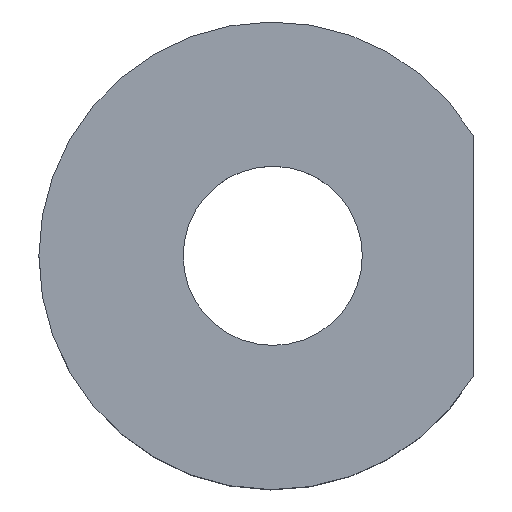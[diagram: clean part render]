
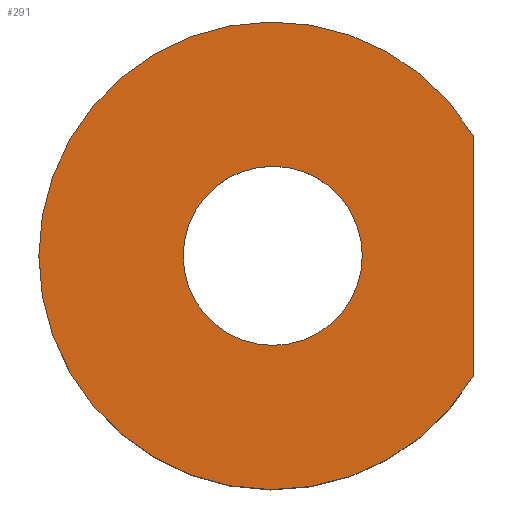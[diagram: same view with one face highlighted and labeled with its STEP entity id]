
A CAD part, top view. The second image highlights one B-rep face of the part: STEP entity #291.
In plain terms, the highlighted planar face has unit normal (0, 0, 1).
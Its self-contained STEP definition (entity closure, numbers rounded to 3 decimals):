
#11 = AXIS2_PLACEMENT_3D ( 'NONE', #273, #450, #720 ) ;
#15 = PLANE ( 'NONE',  #128 ) ;
#17 = EDGE_CURVE ( 'NONE', #405, #365, #252, .T. ) ;
#27 = EDGE_CURVE ( 'NONE', #366, #405, #80, .T. ) ;
#30 = FACE_OUTER_BOUND ( 'NONE', #210, .T. ) ;
#33 = VERTEX_POINT ( 'NONE', #490 ) ;
#60 = ORIENTED_EDGE ( 'NONE', *, *, #136, .T. ) ;
#77 = CARTESIAN_POINT ( 'NONE',  ( -19.25, 0., 17. ) ) ;
#80 = LINE ( 'NONE', #98, #101 ) ;
#93 = CARTESIAN_POINT ( 'NONE',  ( 0., 0., 17. ) ) ;
#96 = EDGE_LOOP ( 'NONE', ( #275, #342 ) ) ;
#98 = CARTESIAN_POINT ( 'NONE',  ( 16.5, 16.574, 17. ) ) ;
#101 = VECTOR ( 'NONE', #433, 1000. ) ;
#128 = AXIS2_PLACEMENT_3D ( 'NONE', #525, #528, #184 ) ;
#136 = EDGE_CURVE ( 'NONE', #365, #366, #358, .T. ) ;
#142 = ORIENTED_EDGE ( 'NONE', *, *, #17, .T. ) ;
#184 = DIRECTION ( 'NONE',  ( 1., 0., 0. ) ) ;
#188 = CARTESIAN_POINT ( 'NONE',  ( 16.5, 9.915, 17. ) ) ;
#209 = FACE_BOUND ( 'NONE', #96, .T. ) ;
#210 = EDGE_LOOP ( 'NONE', ( #253, #142, #60 ) ) ;
#252 = CIRCLE ( 'NONE', #556, 19.25 ) ;
#253 = ORIENTED_EDGE ( 'NONE', *, *, #27, .T. ) ;
#255 = EDGE_CURVE ( 'NONE', #33, #672, #301, .T. ) ;
#273 = CARTESIAN_POINT ( 'NONE',  ( 0., 0., 17. ) ) ;
#275 = ORIENTED_EDGE ( 'NONE', *, *, #255, .F. ) ;
#291 = ADVANCED_FACE ( 'NONE', ( #30, #209 ), #15, .T. ) ;
#301 = CIRCLE ( 'NONE', #650, 7.375 ) ;
#342 = ORIENTED_EDGE ( 'NONE', *, *, #598, .F. ) ;
#346 = DIRECTION ( 'NONE',  ( 0., 0., 1. ) ) ;
#358 = CIRCLE ( 'NONE', #11, 19.25 ) ;
#365 = VERTEX_POINT ( 'NONE', #77 ) ;
#366 = VERTEX_POINT ( 'NONE', #584 ) ;
#370 = DIRECTION ( 'NONE',  ( 1., 0., 0. ) ) ;
#385 = CARTESIAN_POINT ( 'NONE',  ( -7.375, 0., 17. ) ) ;
#405 = VERTEX_POINT ( 'NONE', #188 ) ;
#413 = DIRECTION ( 'NONE',  ( 0., 0., 1. ) ) ;
#433 = DIRECTION ( 'NONE',  ( 0., 1., 0. ) ) ;
#450 = DIRECTION ( 'NONE',  ( 0., 0., 1. ) ) ;
#453 = DIRECTION ( 'NONE',  ( 1., 0., 0. ) ) ;
#490 = CARTESIAN_POINT ( 'NONE',  ( 7.375, 0., 17. ) ) ;
#525 = CARTESIAN_POINT ( 'NONE',  ( 0., 0., 17. ) ) ;
#528 = DIRECTION ( 'NONE',  ( 0., 0., 1. ) ) ;
#534 = CIRCLE ( 'NONE', #614, 7.375 ) ;
#556 = AXIS2_PLACEMENT_3D ( 'NONE', #93, #710, #370 ) ;
#573 = CARTESIAN_POINT ( 'NONE',  ( 0., 0., 17. ) ) ;
#584 = CARTESIAN_POINT ( 'NONE',  ( 16.5, -9.915, 17. ) ) ;
#598 = EDGE_CURVE ( 'NONE', #672, #33, #534, .T. ) ;
#614 = AXIS2_PLACEMENT_3D ( 'NONE', #636, #413, #639 ) ;
#636 = CARTESIAN_POINT ( 'NONE',  ( 0., 0., 17. ) ) ;
#639 = DIRECTION ( 'NONE',  ( 1., 0., 0. ) ) ;
#650 = AXIS2_PLACEMENT_3D ( 'NONE', #573, #346, #453 ) ;
#672 = VERTEX_POINT ( 'NONE', #385 ) ;
#710 = DIRECTION ( 'NONE',  ( 0., 0., 1. ) ) ;
#720 = DIRECTION ( 'NONE',  ( 1., 0., 0. ) ) ;
